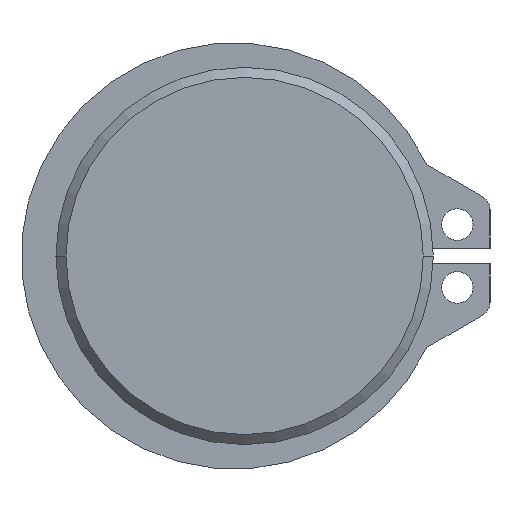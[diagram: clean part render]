
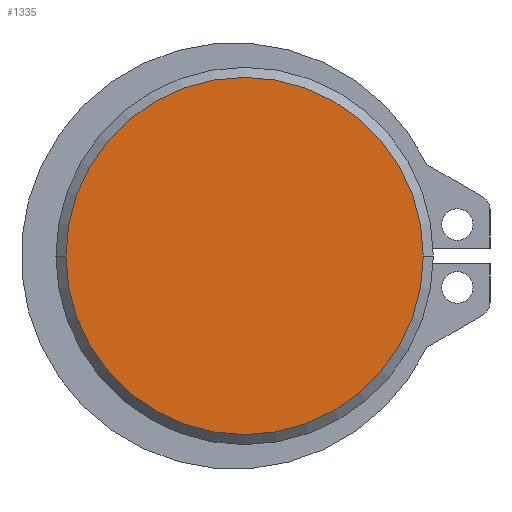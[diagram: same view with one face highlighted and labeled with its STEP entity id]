
A CAD part, left-side view. The second image highlights one B-rep face of the part: STEP entity #1335.
In plain terms, the highlighted planar face has unit normal (-1, 0, 0).
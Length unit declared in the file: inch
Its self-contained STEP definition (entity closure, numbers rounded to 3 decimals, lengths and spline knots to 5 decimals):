
#316=CARTESIAN_POINT('',(-1.4375,0.,0.));
#317=DIRECTION('',(-1.,0.,0.));
#318=DIRECTION('',(0.,1.,0.));
#319=AXIS2_PLACEMENT_3D('',#316,#317,#318);
#321=CARTESIAN_POINT('',(-1.4375,0.,0.));
#322=DIRECTION('',(1.,0.,0.));
#323=DIRECTION('',(0.,1.,0.));
#324=AXIS2_PLACEMENT_3D('',#321,#322,#323);
#620=CARTESIAN_POINT('',(-1.4375,0.355,0.));
#621=VERTEX_POINT('',#620);
#640=CARTESIAN_POINT('',(-1.4375,-0.355,0.));
#641=VERTEX_POINT('',#640);
#1326=CARTESIAN_POINT('',(-1.4375,0.,0.));
#1327=DIRECTION('',(1.,0.,0.));
#1328=DIRECTION('',(0.,-1.,0.));
#1329=AXIS2_PLACEMENT_3D('',#1326,#1327,#1328);
#1330=PLANE('',#1329);
#1331=ORIENTED_EDGE('',*,*,#1291,.F.);
#1332=ORIENTED_EDGE('',*,*,#1314,.T.);
#1333=EDGE_LOOP('',(#1331,#1332));
#1334=FACE_OUTER_BOUND('',#1333,.F.);
#1335=ADVANCED_FACE('',(#1334),#1330,.F.);
#320=CIRCLE('',#319,0.355);
#325=CIRCLE('',#324,0.355);
#1291=EDGE_CURVE('',#621,#641,#320,.T.);
#1314=EDGE_CURVE('',#621,#641,#325,.T.);
